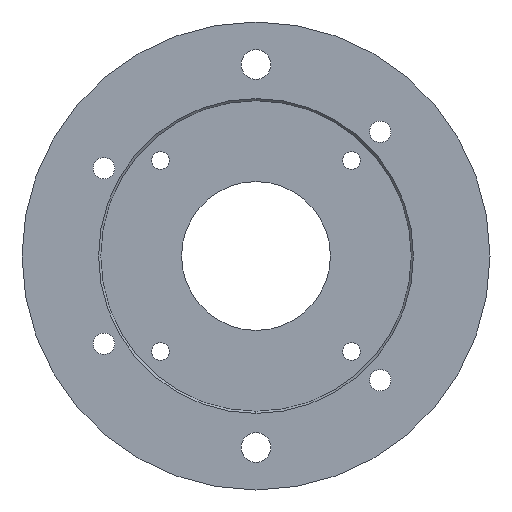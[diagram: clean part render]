
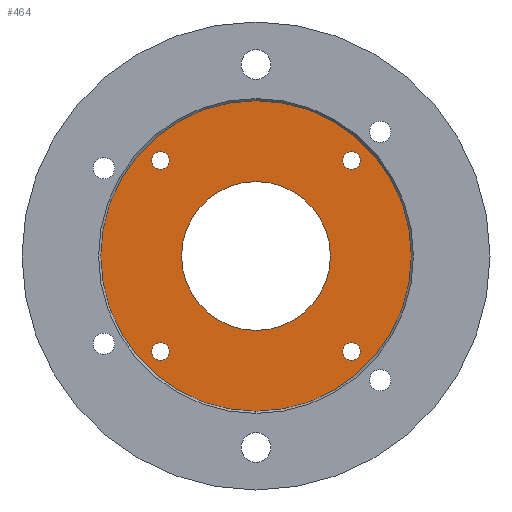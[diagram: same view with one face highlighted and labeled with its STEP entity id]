
A CAD part, left-side view. The second image highlights one B-rep face of the part: STEP entity #464.
In plain terms, the highlighted planar face has unit normal (-1, 0, 0).
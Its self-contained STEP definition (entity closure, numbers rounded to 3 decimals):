
#31 = CARTESIAN_POINT ( 'NONE',  ( -20.25, -44.901, 44.901 ) ) ;
#43 = VERTEX_POINT ( 'NONE', #562 ) ;
#55 = ORIENTED_EDGE ( 'NONE', *, *, #566, .T. ) ;
#61 = DIRECTION ( 'NONE',  ( 0., 0., 1. ) ) ;
#65 = VERTEX_POINT ( 'NONE', #2165 ) ;
#79 = EDGE_CURVE ( 'NONE', #2076, #837, #1621, .T. ) ;
#86 = CARTESIAN_POINT ( 'NONE',  ( -20.25, 0., -35. ) ) ;
#96 = DIRECTION ( 'NONE',  ( 0., 0., -1. ) ) ;
#150 = DIRECTION ( 'NONE',  ( 0., 0., -1. ) ) ;
#154 = CARTESIAN_POINT ( 'NONE',  ( -20.25, 0., 73. ) ) ;
#157 = CARTESIAN_POINT ( 'NONE',  ( -20.25, -44.901, -44.901 ) ) ;
#177 = ORIENTED_EDGE ( 'NONE', *, *, #2132, .T. ) ;
#192 = AXIS2_PLACEMENT_3D ( 'NONE', #507, #1848, #96 ) ;
#218 = FACE_BOUND ( 'NONE', #1058, .T. ) ;
#244 = EDGE_CURVE ( 'NONE', #427, #1196, #1809, .T. ) ;
#255 = ORIENTED_EDGE ( 'NONE', *, *, #999, .T. ) ;
#282 = AXIS2_PLACEMENT_3D ( 'NONE', #31, #1244, #318 ) ;
#293 = AXIS2_PLACEMENT_3D ( 'NONE', #157, #1194, #954 ) ;
#299 = CIRCLE ( 'NONE', #1145, 35. ) ;
#309 = DIRECTION ( 'NONE',  ( 0., 0., -1. ) ) ;
#318 = DIRECTION ( 'NONE',  ( 0., 0., -1. ) ) ;
#328 = EDGE_LOOP ( 'NONE', ( #1218, #610 ) ) ;
#339 = AXIS2_PLACEMENT_3D ( 'NONE', #1199, #1019, #1307 ) ;
#365 = AXIS2_PLACEMENT_3D ( 'NONE', #1241, #1962, #309 ) ;
#388 = CIRCLE ( 'NONE', #2212, 73. ) ;
#427 = VERTEX_POINT ( 'NONE', #529 ) ;
#437 = AXIS2_PLACEMENT_3D ( 'NONE', #768, #1794, #593 ) ;
#464 = ADVANCED_FACE ( 'NONE', ( #1318, #906, #1460, #218, #794, #771 ), #2194, .F. ) ;
#507 = CARTESIAN_POINT ( 'NONE',  ( -20.25, -44.901, 44.901 ) ) ;
#524 = ORIENTED_EDGE ( 'NONE', *, *, #1338, .T. ) ;
#529 = CARTESIAN_POINT ( 'NONE',  ( -20.25, -44.901, -40.799 ) ) ;
#551 = DIRECTION ( 'NONE',  ( 1., 0., 0. ) ) ;
#562 = CARTESIAN_POINT ( 'NONE',  ( -20.25, 0., -73. ) ) ;
#566 = EDGE_CURVE ( 'NONE', #2026, #43, #737, .T. ) ;
#593 = DIRECTION ( 'NONE',  ( 0., 0., -1. ) ) ;
#610 = ORIENTED_EDGE ( 'NONE', *, *, #244, .T. ) ;
#619 = ORIENTED_EDGE ( 'NONE', *, *, #2120, .T. ) ;
#628 = CARTESIAN_POINT ( 'NONE',  ( -20.25, 44.901, -44.901 ) ) ;
#640 = CARTESIAN_POINT ( 'NONE',  ( -20.25, -44.901, 49.003 ) ) ;
#668 = CARTESIAN_POINT ( 'NONE',  ( -20.25, 0., 0. ) ) ;
#675 = VERTEX_POINT ( 'NONE', #640 ) ;
#682 = DIRECTION ( 'NONE',  ( -1., 0., 0. ) ) ;
#710 = CIRCLE ( 'NONE', #2166, 4.102 ) ;
#737 = CIRCLE ( 'NONE', #1073, 73. ) ;
#756 = DIRECTION ( 'NONE',  ( 0., 0., -1. ) ) ;
#768 = CARTESIAN_POINT ( 'NONE',  ( -20.25, -44.901, -44.901 ) ) ;
#769 = ORIENTED_EDGE ( 'NONE', *, *, #2199, .T. ) ;
#771 = FACE_OUTER_BOUND ( 'NONE', #1611, .T. ) ;
#794 = FACE_BOUND ( 'NONE', #2135, .T. ) ;
#800 = DIRECTION ( 'NONE',  ( 0., 0., -1. ) ) ;
#804 = VERTEX_POINT ( 'NONE', #1291 ) ;
#807 = EDGE_CURVE ( 'NONE', #1196, #427, #2180, .T. ) ;
#821 = CIRCLE ( 'NONE', #1524, 4.102 ) ;
#823 = CIRCLE ( 'NONE', #897, 4.102 ) ;
#837 = VERTEX_POINT ( 'NONE', #1943 ) ;
#858 = CARTESIAN_POINT ( 'NONE',  ( -20.25, 44.901, 44.901 ) ) ;
#881 = VERTEX_POINT ( 'NONE', #2118 ) ;
#897 = AXIS2_PLACEMENT_3D ( 'NONE', #858, #1476, #756 ) ;
#906 = FACE_BOUND ( 'NONE', #1730, .T. ) ;
#922 = DIRECTION ( 'NONE',  ( 1., 0., 0. ) ) ;
#924 = CARTESIAN_POINT ( 'NONE',  ( -20.25, 0., 0. ) ) ;
#954 = DIRECTION ( 'NONE',  ( 0., 0., -1. ) ) ;
#995 = VERTEX_POINT ( 'NONE', #1533 ) ;
#999 = EDGE_CURVE ( 'NONE', #43, #2026, #388, .T. ) ;
#1006 = DIRECTION ( 'NONE',  ( -1., 0., 0. ) ) ;
#1012 = DIRECTION ( 'NONE',  ( -1., 0., 0. ) ) ;
#1019 = DIRECTION ( 'NONE',  ( -1., 0., 0. ) ) ;
#1058 = EDGE_LOOP ( 'NONE', ( #1976, #177 ) ) ;
#1073 = AXIS2_PLACEMENT_3D ( 'NONE', #924, #1012, #61 ) ;
#1145 = AXIS2_PLACEMENT_3D ( 'NONE', #2008, #1006, #2183 ) ;
#1190 = DIRECTION ( 'NONE',  ( 1., 0., 0. ) ) ;
#1194 = DIRECTION ( 'NONE',  ( 1., 0., 0. ) ) ;
#1196 = VERTEX_POINT ( 'NONE', #1399 ) ;
#1199 = CARTESIAN_POINT ( 'NONE',  ( -20.25, 0., 0. ) ) ;
#1218 = ORIENTED_EDGE ( 'NONE', *, *, #807, .T. ) ;
#1235 = CIRCLE ( 'NONE', #282, 4.102 ) ;
#1241 = CARTESIAN_POINT ( 'NONE',  ( -20.25, 73., 0. ) ) ;
#1244 = DIRECTION ( 'NONE',  ( 1., 0., 0. ) ) ;
#1291 = CARTESIAN_POINT ( 'NONE',  ( -20.25, 44.901, -40.799 ) ) ;
#1307 = DIRECTION ( 'NONE',  ( 0., 0., 1. ) ) ;
#1318 = FACE_BOUND ( 'NONE', #1975, .T. ) ;
#1338 = EDGE_CURVE ( 'NONE', #65, #881, #821, .T. ) ;
#1399 = CARTESIAN_POINT ( 'NONE',  ( -20.25, -44.901, -49.003 ) ) ;
#1432 = CIRCLE ( 'NONE', #1552, 4.102 ) ;
#1460 = FACE_BOUND ( 'NONE', #328, .T. ) ;
#1470 = EDGE_CURVE ( 'NONE', #837, #2076, #299, .T. ) ;
#1476 = DIRECTION ( 'NONE',  ( 1., 0., 0. ) ) ;
#1518 = EDGE_CURVE ( 'NONE', #1826, #804, #1432, .T. ) ;
#1524 = AXIS2_PLACEMENT_3D ( 'NONE', #1928, #922, #2108 ) ;
#1527 = ORIENTED_EDGE ( 'NONE', *, *, #1518, .T. ) ;
#1533 = CARTESIAN_POINT ( 'NONE',  ( -20.25, -44.901, 40.799 ) ) ;
#1552 = AXIS2_PLACEMENT_3D ( 'NONE', #2196, #1190, #150 ) ;
#1557 = DIRECTION ( 'NONE',  ( 0., 0., 1. ) ) ;
#1611 = EDGE_LOOP ( 'NONE', ( #55, #255 ) ) ;
#1621 = CIRCLE ( 'NONE', #339, 35. ) ;
#1730 = EDGE_LOOP ( 'NONE', ( #1527, #769 ) ) ;
#1775 = CARTESIAN_POINT ( 'NONE',  ( -20.25, 44.901, -49.003 ) ) ;
#1794 = DIRECTION ( 'NONE',  ( 1., 0., 0. ) ) ;
#1809 = CIRCLE ( 'NONE', #293, 4.102 ) ;
#1826 = VERTEX_POINT ( 'NONE', #1775 ) ;
#1846 = ORIENTED_EDGE ( 'NONE', *, *, #79, .F. ) ;
#1848 = DIRECTION ( 'NONE',  ( 1., 0., 0. ) ) ;
#1928 = CARTESIAN_POINT ( 'NONE',  ( -20.25, 44.901, 44.901 ) ) ;
#1943 = CARTESIAN_POINT ( 'NONE',  ( -20.25, 0., 35. ) ) ;
#1962 = DIRECTION ( 'NONE',  ( 1., 0., 0. ) ) ;
#1975 = EDGE_LOOP ( 'NONE', ( #619, #524 ) ) ;
#1976 = ORIENTED_EDGE ( 'NONE', *, *, #2159, .T. ) ;
#2008 = CARTESIAN_POINT ( 'NONE',  ( -20.25, 0., 0. ) ) ;
#2026 = VERTEX_POINT ( 'NONE', #154 ) ;
#2072 = CIRCLE ( 'NONE', #192, 4.102 ) ;
#2076 = VERTEX_POINT ( 'NONE', #86 ) ;
#2108 = DIRECTION ( 'NONE',  ( 0., 0., -1. ) ) ;
#2118 = CARTESIAN_POINT ( 'NONE',  ( -20.25, 44.901, 40.799 ) ) ;
#2120 = EDGE_CURVE ( 'NONE', #881, #65, #823, .T. ) ;
#2132 = EDGE_CURVE ( 'NONE', #675, #995, #2072, .T. ) ;
#2135 = EDGE_LOOP ( 'NONE', ( #2164, #1846 ) ) ;
#2159 = EDGE_CURVE ( 'NONE', #995, #675, #1235, .T. ) ;
#2164 = ORIENTED_EDGE ( 'NONE', *, *, #1470, .F. ) ;
#2165 = CARTESIAN_POINT ( 'NONE',  ( -20.25, 44.901, 49.003 ) ) ;
#2166 = AXIS2_PLACEMENT_3D ( 'NONE', #628, #551, #800 ) ;
#2180 = CIRCLE ( 'NONE', #437, 4.102 ) ;
#2183 = DIRECTION ( 'NONE',  ( 0., 0., 1. ) ) ;
#2194 = PLANE ( 'NONE',  #365 ) ;
#2196 = CARTESIAN_POINT ( 'NONE',  ( -20.25, 44.901, -44.901 ) ) ;
#2199 = EDGE_CURVE ( 'NONE', #804, #1826, #710, .T. ) ;
#2212 = AXIS2_PLACEMENT_3D ( 'NONE', #668, #682, #1557 ) ;
